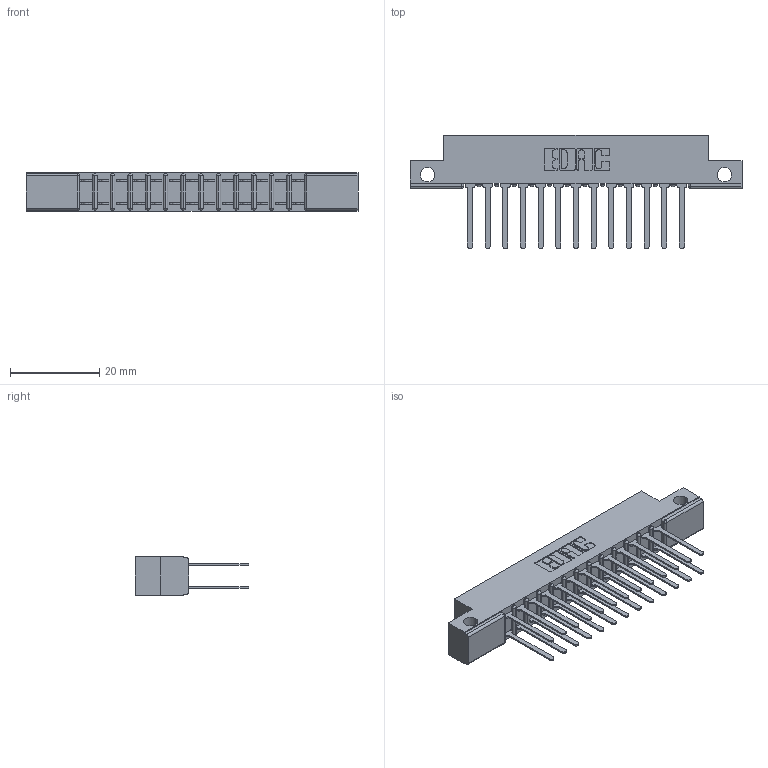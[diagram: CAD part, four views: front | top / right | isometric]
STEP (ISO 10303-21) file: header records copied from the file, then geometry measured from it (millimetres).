
FILE_DESCRIPTION (( 'STEP AP203' ), '1' );
FILE_NAME ('307-026-542-212.STEP', '2019-09-05T23:02:44', ( '' ), ( '' ), 'SwSTEP 2.0', 'SolidWorks 2016', '' );
FILE_SCHEMA (( 'CONFIG_CONTROL_DESIGN' ));
Length unit declared in the file: inch
Products named in the file (3): 307 Part_.128 Dia Side Mounting Holes; 307-290-001_542; 307-026-542-212
Assembly tree (27 placements, depth 2):
  307-026-542-212
    307 Part_.128 Dia Side Mounting Holes
    307-290-001_542  x26
Bounding box: 74.52 x 25.43 x 8.71 mm (x, y, z)
Volume: 4899.1 mm3; surface area: 8598.4 mm2
Topology: 27 solids, 27 shells, 1328 faces, 3703 edges, 2394 vertices
Faces by surface type: plane 876, cylinder 424, sphere 28
Entity records: 15106 total; most frequent: CARTESIAN_POINT 2477, ORIENTED_EDGE 2450, DIRECTION 2439, EDGE_CURVE 1225, VECTOR 927, LINE 927, VERTEX_POINT 794, AXIS2_PLACEMENT_3D 756
